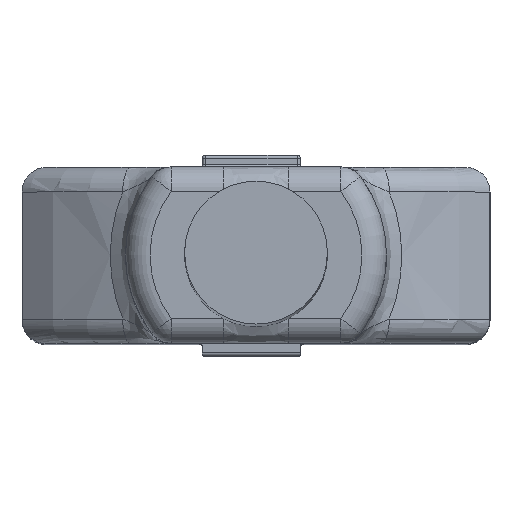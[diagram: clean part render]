
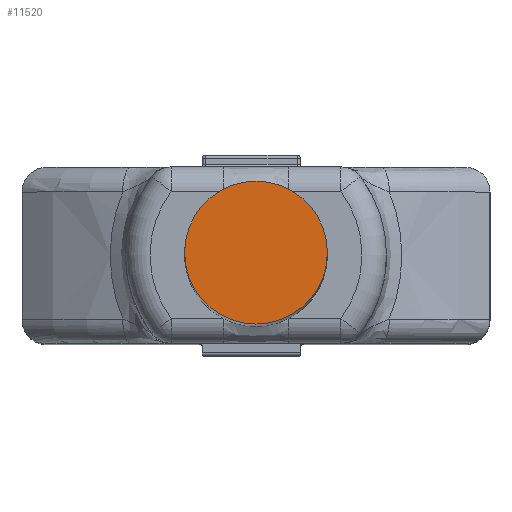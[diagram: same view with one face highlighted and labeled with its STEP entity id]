
A CAD part, top view. The second image highlights one B-rep face of the part: STEP entity #11520.
In plain terms, the highlighted planar face has unit normal (0, 0, 1).
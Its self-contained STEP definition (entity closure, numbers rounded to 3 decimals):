
#2714=FACE_OUTER_BOUND('',#3473,.T.);
#3473=EDGE_LOOP('',(#7636));
#4262=CIRCLE('',#12294,2.9);
#4853=VERTEX_POINT('',#17242);
#5881=EDGE_CURVE('',#4853,#4853,#4262,.T.);
#7636=ORIENTED_EDGE('',*,*,#5881,.T.);
#11146=PLANE('',#12293);
#11520=ADVANCED_FACE('',(#2714),#11146,.T.);
#12293=AXIS2_PLACEMENT_3D('',#17241,#13601,#13602);
#12294=AXIS2_PLACEMENT_3D('',#17243,#13603,#13604);
#13601=DIRECTION('center_axis',(0.,0.,1.));
#13602=DIRECTION('ref_axis',(1.,0.,0.));
#13603=DIRECTION('center_axis',(0.,0.,1.));
#13604=DIRECTION('ref_axis',(-1.,0.,0.));
#17241=CARTESIAN_POINT('Origin',(-9.39,-5.681,103.));
#17242=CARTESIAN_POINT('',(-6.49,-5.681,103.));
#17243=CARTESIAN_POINT('Origin',(-9.39,-5.681,103.));
